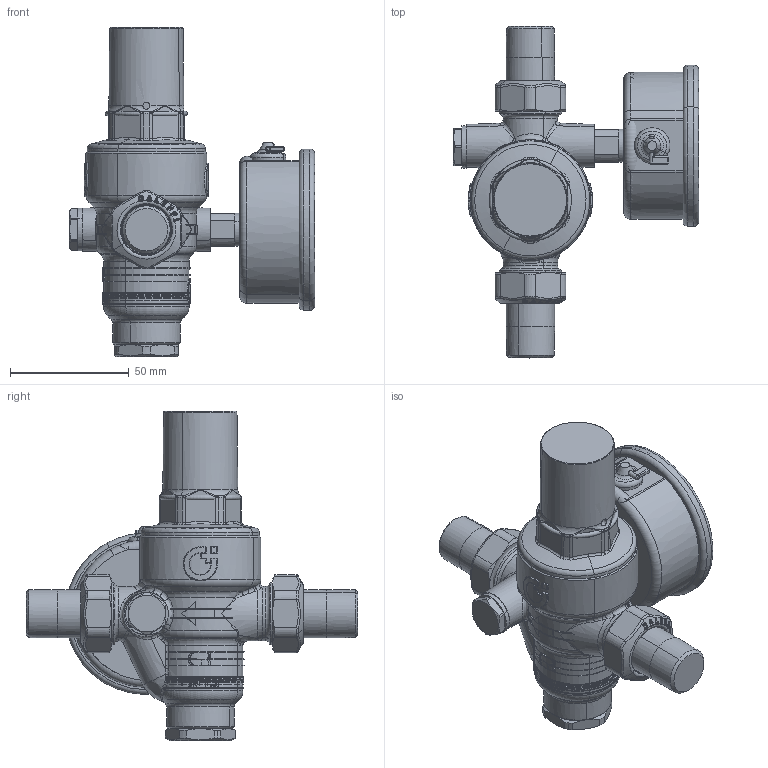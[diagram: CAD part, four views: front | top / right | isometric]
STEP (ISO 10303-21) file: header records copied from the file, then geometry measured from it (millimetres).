
FILE_DESCRIPTION((''),'2;1');
FILE_NAME('_536043AUS_ALLCATPA00_SW0001','2017-03-30T',('sparenzan'),(''),'CREO PARAMETRIC BY PTC INC, 2016050','CREO PARAMETRIC BY PTC INC, 2016050','');
FILE_SCHEMA(('CONFIG_CONTROL_DESIGN'));
Products named in the file (1): _536043AUS_ALLCATPA00_SW0001
Bounding box: 103.48 x 140 x 138.8 mm (x, y, z)
Surface area: 98143.5 mm2 (no closed solid volume)
Topology: 0 solids, 0 shells, 1280 faces, 6137 edges, 6007 vertices
Faces by surface type: bspline 1128, torus 77, sphere 75
Entity records: 120204 total; most frequent: CARTESIAN_POINT 71616, DIRECTION 6421, DEFINITIONAL_REPRESENTATION 5941, PCURVE 5941, COMPOSITE_CURVE_SEGMENT 5941, TRIMMED_CURVE 5451, VECTOR 4785, LINE 4785
